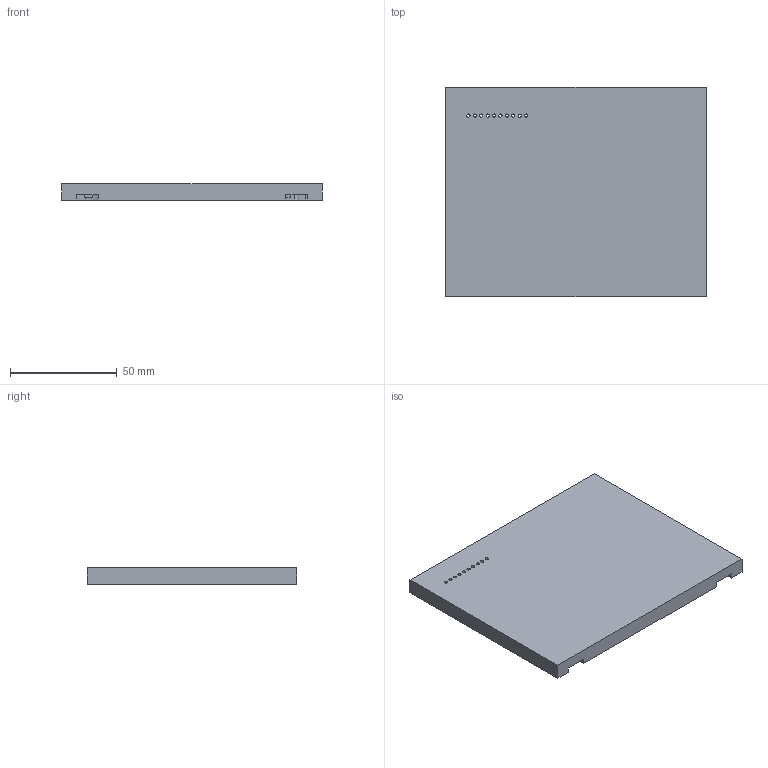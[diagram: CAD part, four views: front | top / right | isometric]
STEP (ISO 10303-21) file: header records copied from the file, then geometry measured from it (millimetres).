
FILE_DESCRIPTION(/* description */ (''),/* implementation_level */ '2;1');
FILE_NAME(/* name */ 'TopShield.step',/* time_stamp */ '2022-02-19T08:46:16+01:00',/* author */ (''),/* organization */ (''),/* preprocessor_version */ 'ST-DEVELOPER v18.1',/* originating_system */ 'Autodesk Translation Framework v10.13.0.1454',/* authorisation */ '');
FILE_SCHEMA (('AUTOMOTIVE_DESIGN { 1 0 10303 214 3 1 1 }'));
Length unit declared in the file: millimetre
Products named in the file (1): FusionComponent
Bounding box: 122 x 98 x 7.5 mm (x, y, z)
Volume: 56906.3 mm3; surface area: 32561.1 mm2
Topology: 1 solids, 1 shells, 279 faces, 741 edges, 493 vertices
Faces by surface type: plane 160, cylinder 117, bspline 2
Full cylindrical faces by diameter (mm): 1.5 x10, 2.529 x21
Entity records: 8845 total; most frequent: CARTESIAN_POINT 1588, DIRECTION 1527, ORIENTED_EDGE 1482, EDGE_CURVE 741, AXIS2_PLACEMENT_3D 512, LINE 503, VECTOR 503, VERTEX_POINT 493
